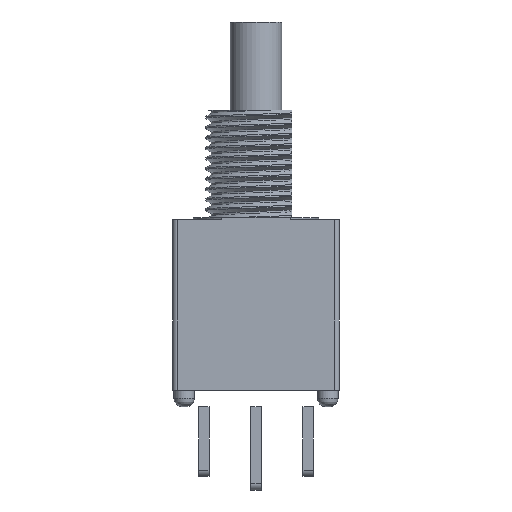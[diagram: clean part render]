
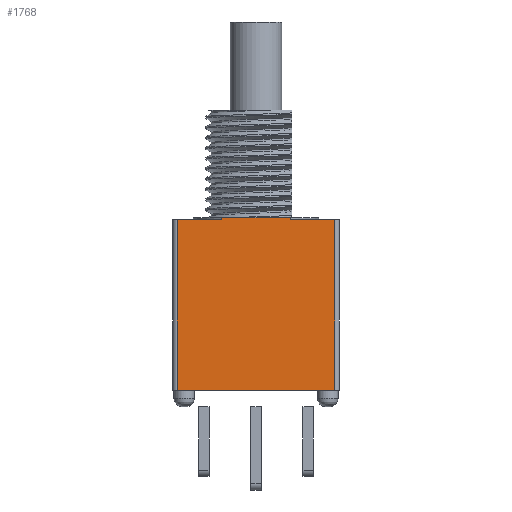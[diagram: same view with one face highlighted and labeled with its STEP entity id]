
A CAD part, front view. The second image highlights one B-rep face of the part: STEP entity #1768.
In plain terms, the highlighted planar face has unit normal (0, -1, 0).
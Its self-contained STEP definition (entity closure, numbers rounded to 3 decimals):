
#340=FACE_OUTER_BOUND('',#443,.T.);
#443=EDGE_LOOP('',(#1616,#1617,#1618,#1619,#1620,#1621,#1622,#1623));
#495=LINE('',#2549,#610);
#505=LINE('',#2695,#620);
#506=LINE('',#2700,#621);
#551=LINE('',#4995,#666);
#553=LINE('',#5003,#668);
#558=LINE('',#5015,#673);
#562=LINE('',#5029,#677);
#563=LINE('',#5031,#678);
#610=VECTOR('',#2090,10.);
#620=VECTOR('',#2110,10.);
#621=VECTOR('',#2117,10.);
#666=VECTOR('',#2228,10.);
#668=VECTOR('',#2236,10.);
#673=VECTOR('',#2249,10.);
#677=VECTOR('',#2267,10.);
#678=VECTOR('',#2270,10.);
#732=VERTEX_POINT('',#2546);
#733=VERTEX_POINT('',#2548);
#747=VERTEX_POINT('',#2694);
#748=VERTEX_POINT('',#2698);
#842=VERTEX_POINT('',#4992);
#843=VERTEX_POINT('',#4994);
#846=VERTEX_POINT('',#5002);
#852=VERTEX_POINT('',#5027);
#932=EDGE_CURVE('',#732,#733,#495,.T.);
#948=EDGE_CURVE('',#747,#733,#505,.T.);
#951=EDGE_CURVE('',#732,#748,#506,.T.);
#1094=EDGE_CURVE('',#842,#843,#551,.T.);
#1098=EDGE_CURVE('',#846,#747,#553,.T.);
#1105=EDGE_CURVE('',#748,#843,#558,.T.);
#1112=EDGE_CURVE('',#846,#852,#562,.T.);
#1113=EDGE_CURVE('',#842,#852,#563,.T.);
#1616=ORIENTED_EDGE('',*,*,#1113,.T.);
#1617=ORIENTED_EDGE('',*,*,#1112,.F.);
#1618=ORIENTED_EDGE('',*,*,#1098,.T.);
#1619=ORIENTED_EDGE('',*,*,#948,.T.);
#1620=ORIENTED_EDGE('',*,*,#932,.F.);
#1621=ORIENTED_EDGE('',*,*,#951,.T.);
#1622=ORIENTED_EDGE('',*,*,#1105,.T.);
#1623=ORIENTED_EDGE('',*,*,#1094,.F.);
#1667=PLANE('',#1908);
#1768=ADVANCED_FACE('',(#340),#1667,.T.);
#1908=AXIS2_PLACEMENT_3D('',#5030,#2268,#2269);
#2090=DIRECTION('',(1.,0.,0.));
#2110=DIRECTION('',(0.,0.,1.));
#2117=DIRECTION('',(0.,0.,-1.));
#2228=DIRECTION('',(0.,0.,1.));
#2236=DIRECTION('',(-1.,0.,0.));
#2249=DIRECTION('',(-1.,0.,0.));
#2267=DIRECTION('',(0.,0.,-1.));
#2268=DIRECTION('center_axis',(0.,-1.,0.));
#2269=DIRECTION('ref_axis',(1.,0.,0.));
#2270=DIRECTION('',(1.,0.,0.));
#2546=CARTESIAN_POINT('',(-1.673,-2.55,9.22));
#2548=CARTESIAN_POINT('',(1.673,-2.55,9.22));
#2549=CARTESIAN_POINT('',(4.05,-2.55,9.22));
#2694=CARTESIAN_POINT('',(1.673,-2.55,9.12));
#2695=CARTESIAN_POINT('',(1.673,-2.55,9.22));
#2698=CARTESIAN_POINT('',(-1.673,-2.55,9.12));
#2700=CARTESIAN_POINT('',(-1.673,-2.55,9.22));
#4992=CARTESIAN_POINT('',(-3.85,-2.55,0.8));
#4994=CARTESIAN_POINT('',(-3.85,-2.55,9.12));
#4995=CARTESIAN_POINT('',(-3.85,-2.55,0.));
#5002=CARTESIAN_POINT('',(3.85,-2.55,9.12));
#5003=CARTESIAN_POINT('',(-0.594,-2.55,9.12));
#5015=CARTESIAN_POINT('',(-3.456,-2.55,9.12));
#5027=CARTESIAN_POINT('',(3.85,-2.55,0.8));
#5029=CARTESIAN_POINT('',(3.85,-2.55,0.));
#5030=CARTESIAN_POINT('Origin',(-4.05,-2.55,0.));
#5031=CARTESIAN_POINT('',(-2.025,-2.55,0.8));
